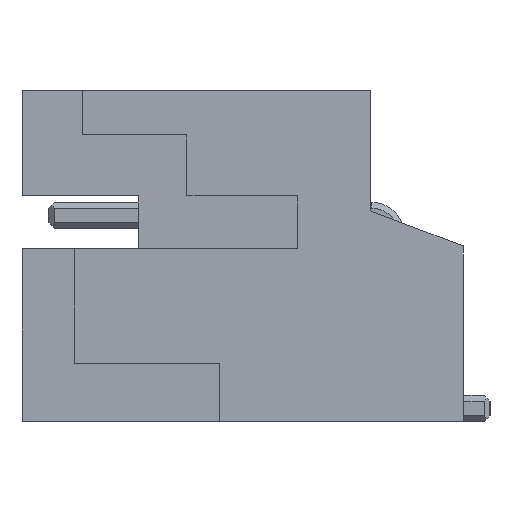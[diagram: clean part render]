
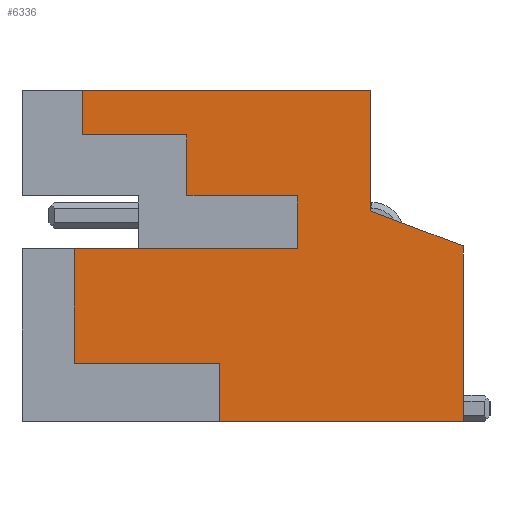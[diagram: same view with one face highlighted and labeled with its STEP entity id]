
A CAD part, left-side view. The second image highlights one B-rep face of the part: STEP entity #6336.
In plain terms, the highlighted planar face has unit normal (-1, 0, 0).
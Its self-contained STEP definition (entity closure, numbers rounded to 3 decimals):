
#554=FACE_OUTER_BOUND('',#900,.T.);
#900=EDGE_LOOP('',(#5705,#5706,#5707,#5708,#5709,#5710,#5711,#5712,#5713,
#5714,#5715,#5716,#5717,#5718));
#1479=LINE('',#9871,#2273);
#1493=LINE('',#9900,#2287);
#1497=LINE('',#9908,#2291);
#1500=LINE('',#9914,#2294);
#1511=LINE('',#9935,#2305);
#1606=LINE('',#10124,#2400);
#1654=LINE('',#10219,#2448);
#1657=LINE('',#10224,#2451);
#1659=LINE('',#10228,#2453);
#1661=LINE('',#10232,#2455);
#1663=LINE('',#10236,#2457);
#1665=LINE('',#10239,#2459);
#1688=LINE('',#10285,#2482);
#1694=LINE('',#10297,#2488);
#2273=VECTOR('',#8137,10.);
#2287=VECTOR('',#8153,10.);
#2291=VECTOR('',#8159,10.);
#2294=VECTOR('',#8164,10.);
#2305=VECTOR('',#8179,10.);
#2400=VECTOR('',#8330,10.);
#2448=VECTOR('',#8410,10.);
#2451=VECTOR('',#8415,10.);
#2453=VECTOR('',#8419,10.);
#2455=VECTOR('',#8423,10.);
#2457=VECTOR('',#8427,10.);
#2459=VECTOR('',#8431,10.);
#2482=VECTOR('',#8478,10.);
#2488=VECTOR('',#8494,10.);
#2907=VERTEX_POINT('',#9868);
#2908=VERTEX_POINT('',#9870);
#2921=VERTEX_POINT('',#9898);
#2922=VERTEX_POINT('',#9899);
#2925=VERTEX_POINT('',#9907);
#2927=VERTEX_POINT('',#9913);
#2935=VERTEX_POINT('',#9933);
#3001=VERTEX_POINT('',#10123);
#3032=VERTEX_POINT('',#10218);
#3033=VERTEX_POINT('',#10223);
#3034=VERTEX_POINT('',#10227);
#3035=VERTEX_POINT('',#10231);
#3036=VERTEX_POINT('',#10235);
#3047=VERTEX_POINT('',#10284);
#3723=EDGE_CURVE('',#2907,#2908,#1479,.T.);
#3737=EDGE_CURVE('',#2921,#2922,#1493,.T.);
#3741=EDGE_CURVE('',#2925,#2921,#1497,.T.);
#3744=EDGE_CURVE('',#2927,#2925,#1500,.T.);
#3755=EDGE_CURVE('',#2935,#2922,#1511,.T.);
#3850=EDGE_CURVE('',#3001,#2908,#1606,.T.);
#3898=EDGE_CURVE('',#3032,#2927,#1654,.T.);
#3901=EDGE_CURVE('',#3033,#3032,#1657,.T.);
#3903=EDGE_CURVE('',#3034,#3033,#1659,.T.);
#3905=EDGE_CURVE('',#3035,#3034,#1661,.T.);
#3907=EDGE_CURVE('',#3036,#3035,#1663,.T.);
#3909=EDGE_CURVE('',#2907,#3036,#1665,.T.);
#3932=EDGE_CURVE('',#3047,#3001,#1688,.T.);
#3938=EDGE_CURVE('',#2935,#3047,#1694,.T.);
#5705=ORIENTED_EDGE('',*,*,#3737,.T.);
#5706=ORIENTED_EDGE('',*,*,#3755,.F.);
#5707=ORIENTED_EDGE('',*,*,#3938,.T.);
#5708=ORIENTED_EDGE('',*,*,#3932,.T.);
#5709=ORIENTED_EDGE('',*,*,#3850,.T.);
#5710=ORIENTED_EDGE('',*,*,#3723,.F.);
#5711=ORIENTED_EDGE('',*,*,#3909,.T.);
#5712=ORIENTED_EDGE('',*,*,#3907,.T.);
#5713=ORIENTED_EDGE('',*,*,#3905,.T.);
#5714=ORIENTED_EDGE('',*,*,#3903,.T.);
#5715=ORIENTED_EDGE('',*,*,#3901,.T.);
#5716=ORIENTED_EDGE('',*,*,#3898,.T.);
#5717=ORIENTED_EDGE('',*,*,#3744,.T.);
#5718=ORIENTED_EDGE('',*,*,#3741,.T.);
#5991=PLANE('',#6812);
#6336=ADVANCED_FACE('',(#554),#5991,.T.);
#6812=AXIS2_PLACEMENT_3D('',#10298,#8495,#8496);
#8137=DIRECTION('',(0.,-1.,0.));
#8153=DIRECTION('',(0.,0.,-1.));
#8159=DIRECTION('',(0.,-1.,0.));
#8164=DIRECTION('',(0.,0.,-1.));
#8179=DIRECTION('',(0.,1.,0.));
#8330=DIRECTION('',(0.,0.,1.));
#8410=DIRECTION('',(0.,1.,0.));
#8415=DIRECTION('',(0.,0.,-1.));
#8419=DIRECTION('',(0.,-1.,0.));
#8423=DIRECTION('',(0.,0.,-1.));
#8427=DIRECTION('',(0.,-1.,0.));
#8431=DIRECTION('',(0.,0.,-1.));
#8478=DIRECTION('',(0.,0.936,0.352));
#8494=DIRECTION('',(0.,0.,1.));
#8495=DIRECTION('center_axis',(-1.,0.,0.));
#8496=DIRECTION('ref_axis',(0.,-1.,0.));
#9868=CARTESIAN_POINT('',(-8.5,2.753,5.7));
#9870=CARTESIAN_POINT('',(-8.5,-2.2,5.7));
#9871=CARTESIAN_POINT('',(-8.5,-3.8,5.7));
#9898=CARTESIAN_POINT('',(-8.5,0.4,1.));
#9899=CARTESIAN_POINT('',(-8.5,0.4,0.));
#9900=CARTESIAN_POINT('',(-8.5,0.4,0.5));
#9907=CARTESIAN_POINT('',(-8.5,2.9,1.));
#9908=CARTESIAN_POINT('',(-8.5,3.35,1.));
#9913=CARTESIAN_POINT('',(-8.5,2.9,2.978));
#9914=CARTESIAN_POINT('',(-8.5,2.9,1.489));
#9933=CARTESIAN_POINT('',(-8.5,-3.8,0.));
#9935=CARTESIAN_POINT('',(-8.5,-3.8,0.));
#10123=CARTESIAN_POINT('',(-8.5,-2.2,3.625));
#10124=CARTESIAN_POINT('',(-8.5,-2.2,1.813));
#10218=CARTESIAN_POINT('',(-8.5,-0.944,2.978));
#10219=CARTESIAN_POINT('',(-8.5,1.428,2.978));
#10223=CARTESIAN_POINT('',(-8.5,-0.944,3.885));
#10224=CARTESIAN_POINT('',(-8.5,-0.944,1.942));
#10227=CARTESIAN_POINT('',(-8.5,0.959,3.885));
#10228=CARTESIAN_POINT('',(-8.5,2.379,3.885));
#10231=CARTESIAN_POINT('',(-8.5,0.959,4.935));
#10232=CARTESIAN_POINT('',(-8.5,0.959,2.467));
#10235=CARTESIAN_POINT('',(-8.5,2.753,4.935));
#10236=CARTESIAN_POINT('',(-8.5,3.276,4.935));
#10239=CARTESIAN_POINT('',(-8.5,2.753,2.85));
#10284=CARTESIAN_POINT('',(-8.5,-3.8,3.023));
#10285=CARTESIAN_POINT('',(-8.5,-0.97,4.088));
#10297=CARTESIAN_POINT('',(-8.5,-3.8,0.));
#10298=CARTESIAN_POINT('Origin',(-8.5,3.8,0.));
